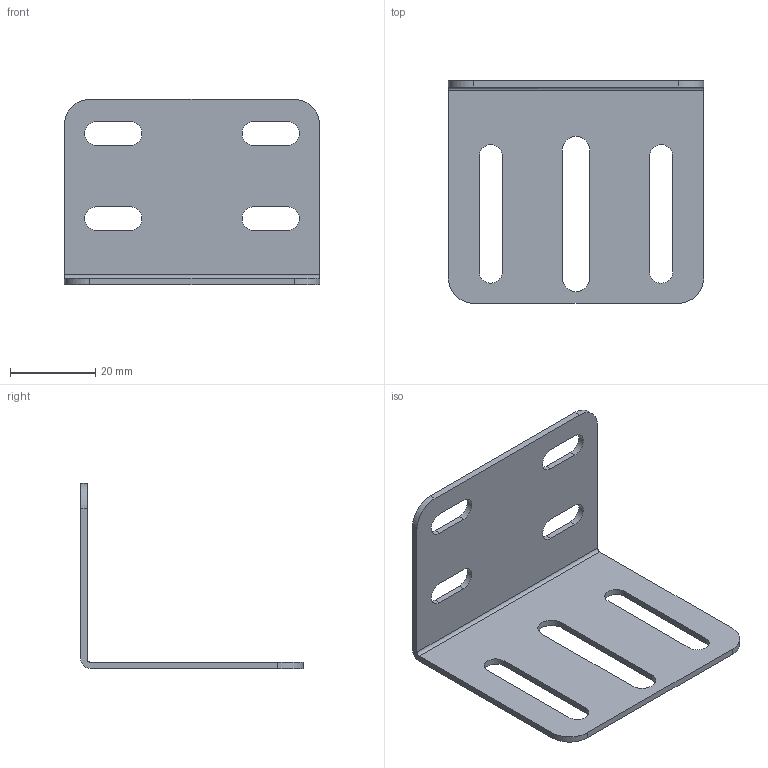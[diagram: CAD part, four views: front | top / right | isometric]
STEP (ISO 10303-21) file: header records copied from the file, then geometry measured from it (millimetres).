
FILE_DESCRIPTION(/* description */ ('Alibre Inc.'),/* implementation_level */ '2;1');
FILE_NAME(/* name */ 'export0',/* time_stamp */ '2014-02-09T13:15:55+01:00',/* author */ (''),/* organization */ (''),/* preprocessor_version */ 'ST-DEVELOPER v14',/* originating_system */ 'Alibre',/* authorisation */ '');
FILE_SCHEMA (('AUTOMOTIVE_DESIGN'));
Length unit declared in the file: centimetre
Bounding box: 60 x 52.25 x 43.5 mm (x, y, z)
Volume: 7112.5 mm3; surface area: 10462.9 mm2
Topology: 1 solids, 1 shells, 42 faces, 120 edges, 80 vertices
Faces by surface type: plane 22, cylinder 20
Entity records: 1405 total; most frequent: CARTESIAN_POINT 242, ORIENTED_EDGE 240, DIRECTION 222, EDGE_CURVE 120, AXIS2_PLACEMENT_3D 82, VECTOR 80, LINE 80, VERTEX_POINT 80
